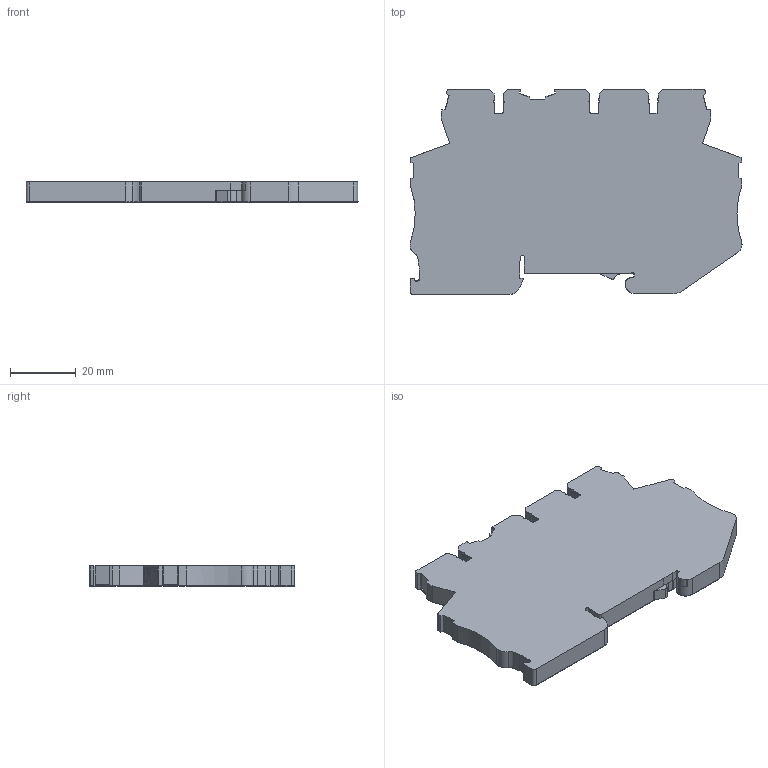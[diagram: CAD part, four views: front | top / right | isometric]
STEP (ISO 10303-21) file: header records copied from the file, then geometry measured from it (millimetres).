
FILE_DESCRIPTION (( 'STEP AP214' ), '1' );
FILE_NAME ('MDB_5.stp', '2019-01-16T12:11:29', ( '' ), ( '' ), 'SwSTEP 2.0', 'SolidWorks 2019', '' );
FILE_SCHEMA (( 'AUTOMOTIVE_DESIGN' ));
Length unit declared in the file: millimetre
Products named in the file (1): MDB_5
Bounding box: 100.78 x 62.26 x 6.15 mm (x, y, z)
Volume: 32901.8 mm3; surface area: 13181.9 mm2
Topology: 1 solids, 1 shells, 698 faces, 2019 edges, 1343 vertices
Faces by surface type: plane 405, cylinder 293
Entity records: 27951 total; most frequent: CARTESIAN_POINT 4121, ORIENTED_EDGE 4038, DIRECTION 3984, EDGE_CURVE 2019, VECTOR 1428, LINE 1428, VERTEX_POINT 1343, AXIS2_PLACEMENT_3D 1278
